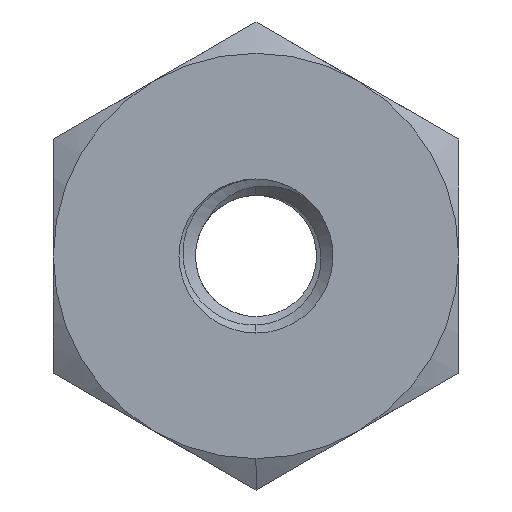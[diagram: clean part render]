
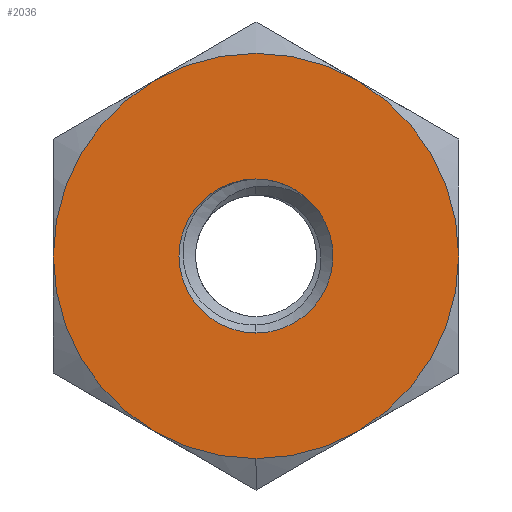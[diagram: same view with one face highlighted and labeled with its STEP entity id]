
A CAD part, front view. The second image highlights one B-rep face of the part: STEP entity #2036.
In plain terms, the highlighted planar face has unit normal (0, -1, 0).
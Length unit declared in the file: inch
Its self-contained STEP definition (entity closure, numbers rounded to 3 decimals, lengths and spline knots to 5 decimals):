
#9 = ORIENTED_EDGE ( 'NONE', *, *, #2808, .F. ) ;
#44 = ORIENTED_EDGE ( 'NONE', *, *, #2860, .F. ) ;
#134 = ORIENTED_EDGE ( 'NONE', *, *, #2864, .F. ) ;
#215 = FACE_OUTER_BOUND ( 'NONE', #344, .T. ) ;
#232 = FACE_BOUND ( 'NONE', #566, .T. ) ;
#291 = ORIENTED_EDGE ( 'NONE', *, *, #2858, .F. ) ;
#344 = EDGE_LOOP ( 'NONE', ( #291, #9, #134, #44, #547, #629, #553 ) ) ;
#491 = ORIENTED_EDGE ( 'NONE', *, *, #3096, .T. ) ;
#498 = ORIENTED_EDGE ( 'NONE', *, *, #2976, .T. ) ;
#499 = ORIENTED_EDGE ( 'NONE', *, *, #2854, .T. ) ;
#547 = ORIENTED_EDGE ( 'NONE', *, *, #2861, .F. ) ;
#553 = ORIENTED_EDGE ( 'NONE', *, *, #3092, .T. ) ;
#566 = EDGE_LOOP ( 'NONE', ( #498, #499, #491 ) ) ;
#629 = ORIENTED_EDGE ( 'NONE', *, *, #3083, .F. ) ;
#676 = AXIS2_PLACEMENT_3D ( 'NONE', #2652, #2654, #2655 ) ;
#678 = AXIS2_PLACEMENT_3D ( 'NONE', #2613, #2614, #2615 ) ;
#681 = AXIS2_PLACEMENT_3D ( 'NONE', #2675, #2677, #2678 ) ;
#1000 = CARTESIAN_POINT ( 'NONE',  ( 0., 0., 0. ) ) ;
#1103 = VERTEX_POINT ( 'NONE', #1644 ) ;
#1122 = PLANE ( 'NONE',  #3070 ) ;
#1126 = CARTESIAN_POINT ( 'NONE',  ( -0.25, 0., 0. ) ) ;
#1134 = DIRECTION ( 'NONE',  ( 0., 1., 0. ) ) ;
#1135 = DIRECTION ( 'NONE',  ( 0., 0., 1. ) ) ;
#1626 = VERTEX_POINT ( 'NONE', #1681 ) ;
#1627 = VERTEX_POINT ( 'NONE', #1682 ) ;
#1644 = CARTESIAN_POINT ( 'NONE',  ( 0., 0., 0.095 ) ) ;
#1681 = CARTESIAN_POINT ( 'NONE',  ( 0., 0., -0.25 ) ) ;
#1682 = CARTESIAN_POINT ( 'NONE',  ( 0.125, 0., -0.21651 ) ) ;
#1683 = CARTESIAN_POINT ( 'NONE',  ( 0.125, 0., 0.21651 ) ) ;
#1684 = CARTESIAN_POINT ( 'NONE',  ( 0.25, 0., 0. ) ) ;
#1685 = CARTESIAN_POINT ( 'NONE',  ( -0.125, 0., 0.21651 ) ) ;
#1686 = CARTESIAN_POINT ( 'NONE',  ( -0.25, 0., 0. ) ) ;
#1687 = CARTESIAN_POINT ( 'NONE',  ( -0.125, 0., -0.21651 ) ) ;
#1714 = DIRECTION ( 'NONE',  ( 0., 1., 0. ) ) ;
#1715 = DIRECTION ( 'NONE',  ( 0., 0., 1. ) ) ;
#1719 = CARTESIAN_POINT ( 'NONE',  ( 0., 0., 0. ) ) ;
#1720 = DIRECTION ( 'NONE',  ( 0., 1., 0. ) ) ;
#1721 = DIRECTION ( 'NONE',  ( 0., 0., 1. ) ) ;
#1727 = CARTESIAN_POINT ( 'NONE',  ( 0., 0., 0. ) ) ;
#1729 = DIRECTION ( 'NONE',  ( 0., 1., 0. ) ) ;
#1730 = DIRECTION ( 'NONE',  ( 0., 0., 1. ) ) ;
#1731 = CARTESIAN_POINT ( 'NONE',  ( 0., 0., 0. ) ) ;
#1732 = DIRECTION ( 'NONE',  ( 0., 1., 0. ) ) ;
#1733 = DIRECTION ( 'NONE',  ( 0., 0., 1. ) ) ;
#1734 = CARTESIAN_POINT ( 'NONE',  ( 0., 0., 0. ) ) ;
#1769 = DIRECTION ( 'NONE',  ( 0., 1., 0. ) ) ;
#1770 = DIRECTION ( 'NONE',  ( 0., 0., 1. ) ) ;
#2009 = VERTEX_POINT ( 'NONE', #1683 ) ;
#2010 = VERTEX_POINT ( 'NONE', #1684 ) ;
#2011 = VERTEX_POINT ( 'NONE', #1685 ) ;
#2012 = VERTEX_POINT ( 'NONE', #1686 ) ;
#2013 = VERTEX_POINT ( 'NONE', #1687 ) ;
#2036 = ADVANCED_FACE ( 'NONE', ( #215, #232 ), #1122, .F. ) ;
#2613 = CARTESIAN_POINT ( 'NONE',  ( 0., 0., 0. ) ) ;
#2614 = DIRECTION ( 'NONE',  ( 0., 1., 0. ) ) ;
#2615 = DIRECTION ( 'NONE',  ( 0., 0., 1. ) ) ;
#2652 = CARTESIAN_POINT ( 'NONE',  ( 0., 0., 0. ) ) ;
#2654 = DIRECTION ( 'NONE',  ( 0., -1., 0. ) ) ;
#2655 = DIRECTION ( 'NONE',  ( 0., 0., -1. ) ) ;
#2675 = CARTESIAN_POINT ( 'NONE',  ( 0., 0., 0. ) ) ;
#2677 = DIRECTION ( 'NONE',  ( 0., 1., 0. ) ) ;
#2678 = DIRECTION ( 'NONE',  ( 0., 0., 1. ) ) ;
#2698 = AXIS2_PLACEMENT_3D ( 'NONE', #3796, #3797, #3798 ) ;
#2716 = VERTEX_POINT ( 'NONE', #3543 ) ;
#2725 = VERTEX_POINT ( 'NONE', #3552 ) ;
#2808 = EDGE_CURVE ( 'NONE', #2011, #2009, #3117, .T. ) ;
#2854 = EDGE_CURVE ( 'NONE', #2716, #2725, #3102, .T. ) ;
#2858 = EDGE_CURVE ( 'NONE', #2009, #2010, #3100, .T. ) ;
#2860 = EDGE_CURVE ( 'NONE', #2013, #2012, #3103, .T. ) ;
#2861 = EDGE_CURVE ( 'NONE', #1626, #2013, #3172, .T. ) ;
#2864 = EDGE_CURVE ( 'NONE', #2012, #2011, #3129, .T. ) ;
#2901 = AXIS2_PLACEMENT_3D ( 'NONE', #3687, #3695, #3696 ) ;
#2931 = AXIS2_PLACEMENT_3D ( 'NONE', #1719, #1720, #1721 ) ;
#2976 = EDGE_CURVE ( 'NONE', #1103, #2716, #3174, .T. ) ;
#3022 = AXIS2_PLACEMENT_3D ( 'NONE', #1731, #1732, #1733 ) ;
#3039 = AXIS2_PLACEMENT_3D ( 'NONE', #1000, #1714, #1715 ) ;
#3045 = AXIS2_PLACEMENT_3D ( 'NONE', #1727, #1729, #1730 ) ;
#3051 = AXIS2_PLACEMENT_3D ( 'NONE', #1734, #1769, #1770 ) ;
#3070 = AXIS2_PLACEMENT_3D ( 'NONE', #1126, #1134, #1135 ) ;
#3083 = EDGE_CURVE ( 'NONE', #1627, #1626, #3243, .T. ) ;
#3092 = EDGE_CURVE ( 'NONE', #1627, #2010, #3239, .T. ) ;
#3096 = EDGE_CURVE ( 'NONE', #2725, #1103, #3238, .T. ) ;
#3100 = CIRCLE ( 'NONE', #2931, 0.25 ) ;
#3102 = CIRCLE ( 'NONE', #3039, 0.095 ) ;
#3103 = CIRCLE ( 'NONE', #3045, 0.25 ) ;
#3117 = CIRCLE ( 'NONE', #2901, 0.25 ) ;
#3129 = CIRCLE ( 'NONE', #3051, 0.25 ) ;
#3172 = CIRCLE ( 'NONE', #3022, 0.25 ) ;
#3174 = CIRCLE ( 'NONE', #2698, 0.095 ) ;
#3238 = CIRCLE ( 'NONE', #681, 0.095 ) ;
#3239 = CIRCLE ( 'NONE', #676, 0.25 ) ;
#3243 = CIRCLE ( 'NONE', #678, 0.25 ) ;
#3543 = CARTESIAN_POINT ( 'NONE',  ( 0.06656, 0., 0.06778 ) ) ;
#3552 = CARTESIAN_POINT ( 'NONE',  ( 0., 0., -0.095 ) ) ;
#3687 = CARTESIAN_POINT ( 'NONE',  ( 0., 0., 0. ) ) ;
#3695 = DIRECTION ( 'NONE',  ( 0., 1., 0. ) ) ;
#3696 = DIRECTION ( 'NONE',  ( 0., 0., 1. ) ) ;
#3796 = CARTESIAN_POINT ( 'NONE',  ( 0., 0., 0. ) ) ;
#3797 = DIRECTION ( 'NONE',  ( 0., 1., 0. ) ) ;
#3798 = DIRECTION ( 'NONE',  ( 0., 0., 1. ) ) ;
